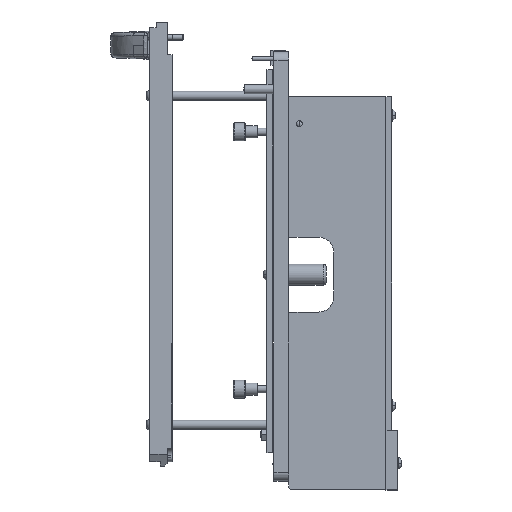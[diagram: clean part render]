
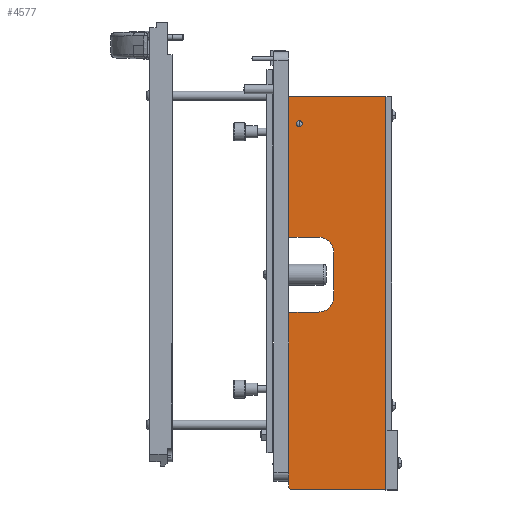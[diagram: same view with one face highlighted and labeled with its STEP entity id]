
A CAD part, left-side view. The second image highlights one B-rep face of the part: STEP entity #4577.
In plain terms, the highlighted face is planar.
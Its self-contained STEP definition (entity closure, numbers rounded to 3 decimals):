
#323 = CARTESIAN_POINT ( 'NONE',  ( 5., 65., 131.5 ) ) ;
#2537 = ORIENTED_EDGE ( 'NONE', *, *, #47116, .F. ) ;
#3353 = DIRECTION ( 'NONE',  ( 0., 0., 1. ) ) ;
#3474 = ORIENTED_EDGE ( 'NONE', *, *, #8863, .T. ) ;
#3766 = ORIENTED_EDGE ( 'NONE', *, *, #44760, .T. ) ;
#4577 = ADVANCED_FACE ( 'NONE', ( #76648, #28154 ), #81672, .F. ) ;
#4663 = AXIS2_PLACEMENT_3D ( 'NONE', #79757, #66269, #38526 ) ;
#5623 = AXIS2_PLACEMENT_3D ( 'NONE', #24217, #51973, #3353 ) ;
#5800 = VECTOR ( 'NONE', #47088, 1000. ) ;
#6382 = LINE ( 'NONE', #86582, #54978 ) ;
#6829 = VERTEX_POINT ( 'NONE', #80545 ) ;
#7877 = EDGE_CURVE ( 'NONE', #25007, #59638, #6382, .T. ) ;
#8224 = CIRCLE ( 'NONE', #8597, 10. ) ;
#8541 = EDGE_CURVE ( 'NONE', #36097, #31208, #8224, .T. ) ;
#8597 = AXIS2_PLACEMENT_3D ( 'NONE', #53275, #19196, #32747 ) ;
#8705 = CARTESIAN_POINT ( 'NONE',  ( 5., 65., 131.5 ) ) ;
#8863 = EDGE_CURVE ( 'NONE', #58131, #73109, #37288, .T. ) ;
#9630 = CARTESIAN_POINT ( 'NONE',  ( 5., 65., 12.5 ) ) ;
#10030 = EDGE_CURVE ( 'NONE', #6829, #76065, #71658, .T. ) ;
#10099 = ORIENTED_EDGE ( 'NONE', *, *, #84744, .F. ) ;
#10589 = CARTESIAN_POINT ( 'NONE',  ( 5., 45., 2.5 ) ) ;
#11219 = ORIENTED_EDGE ( 'NONE', *, *, #8541, .F. ) ;
#11258 = CARTESIAN_POINT ( 'NONE',  ( 5., 45., 12.5 ) ) ;
#11588 = AXIS2_PLACEMENT_3D ( 'NONE', #10589, #31686, #45595 ) ;
#11642 = DIRECTION ( 'NONE',  ( 0., 0., -1. ) ) ;
#12423 = VECTOR ( 'NONE', #56789, 1000. ) ;
#13307 = DIRECTION ( 'NONE',  ( 0., 0., 1. ) ) ;
#13454 = LINE ( 'NONE', #43193, #12423 ) ;
#19196 = DIRECTION ( 'NONE',  ( 1., 0., 0. ) ) ;
#21895 = CARTESIAN_POINT ( 'NONE',  ( 5., 65., -131.5 ) ) ;
#24217 = CARTESIAN_POINT ( 'NONE',  ( 5., 57.9, -113.5 ) ) ;
#24513 = CARTESIAN_POINT ( 'NONE',  ( 5., 57.9, -115.5 ) ) ;
#24522 = CARTESIAN_POINT ( 'NONE',  ( 5., 65., 131.5 ) ) ;
#25007 = VERTEX_POINT ( 'NONE', #9630 ) ;
#26683 = CARTESIAN_POINT ( 'NONE',  ( 5., 65., 129.5 ) ) ;
#28154 = FACE_OUTER_BOUND ( 'NONE', #75034, .T. ) ;
#29017 = LINE ( 'NONE', #43604, #53877 ) ;
#29024 = ORIENTED_EDGE ( 'NONE', *, *, #46766, .F. ) ;
#31208 = VERTEX_POINT ( 'NONE', #70099 ) ;
#31686 = DIRECTION ( 'NONE',  ( 1., 0., 0. ) ) ;
#31905 = CARTESIAN_POINT ( 'NONE',  ( 5., 65., -37.5 ) ) ;
#32747 = DIRECTION ( 'NONE',  ( 0., 0., -1. ) ) ;
#32788 = ORIENTED_EDGE ( 'NONE', *, *, #87596, .F. ) ;
#33970 = CIRCLE ( 'NONE', #4663, 2. ) ;
#36097 = VERTEX_POINT ( 'NONE', #60100 ) ;
#36168 = CARTESIAN_POINT ( 'NONE',  ( 5., 0., 131.5 ) ) ;
#37288 = LINE ( 'NONE', #24522, #57829 ) ;
#38526 = DIRECTION ( 'NONE',  ( 0., 0., 1. ) ) ;
#39454 = EDGE_CURVE ( 'NONE', #59230, #58131, #29017, .T. ) ;
#40811 = AXIS2_PLACEMENT_3D ( 'NONE', #323, #82873, #13307 ) ;
#42081 = LINE ( 'NONE', #52976, #57177 ) ;
#42712 = ORIENTED_EDGE ( 'NONE', *, *, #7877, .F. ) ;
#42782 = EDGE_CURVE ( 'NONE', #68313, #57964, #33970, .T. ) ;
#43193 = CARTESIAN_POINT ( 'NONE',  ( 5., 0., 131.5 ) ) ;
#43604 = CARTESIAN_POINT ( 'NONE',  ( 5., 65., 129.5 ) ) ;
#44760 = EDGE_CURVE ( 'NONE', #57964, #68313, #67180, .T. ) ;
#45595 = DIRECTION ( 'NONE',  ( 0., 0., -1. ) ) ;
#46766 = EDGE_CURVE ( 'NONE', #59638, #83736, #53784, .T. ) ;
#47088 = DIRECTION ( 'NONE',  ( 0., 0., -1. ) ) ;
#47116 = EDGE_CURVE ( 'NONE', #31208, #57225, #74086, .T. ) ;
#51973 = DIRECTION ( 'NONE',  ( -1., 0., 0. ) ) ;
#51998 = ORIENTED_EDGE ( 'NONE', *, *, #69994, .T. ) ;
#52008 = DIRECTION ( 'NONE',  ( 0., -1., 0. ) ) ;
#52976 = CARTESIAN_POINT ( 'NONE',  ( 5., 65., 131.5 ) ) ;
#53084 = ORIENTED_EDGE ( 'NONE', *, *, #10030, .F. ) ;
#53275 = CARTESIAN_POINT ( 'NONE',  ( 5., 45., -27.5 ) ) ;
#53784 = CIRCLE ( 'NONE', #11588, 10. ) ;
#53877 = VECTOR ( 'NONE', #78167, 1000. ) ;
#54978 = VECTOR ( 'NONE', #65003, 1000. ) ;
#56789 = DIRECTION ( 'NONE',  ( 0., 0., -1. ) ) ;
#56972 = DIRECTION ( 'NONE',  ( 0., 0., -1. ) ) ;
#57177 = VECTOR ( 'NONE', #11642, 1000. ) ;
#57225 = VERTEX_POINT ( 'NONE', #31905 ) ;
#57829 = VECTOR ( 'NONE', #52008, 1000. ) ;
#57964 = VERTEX_POINT ( 'NONE', #24513 ) ;
#58131 = VERTEX_POINT ( 'NONE', #67589 ) ;
#58505 = CARTESIAN_POINT ( 'NONE',  ( 5., 65., -37.5 ) ) ;
#59230 = VERTEX_POINT ( 'NONE', #26683 ) ;
#59638 = VERTEX_POINT ( 'NONE', #11258 ) ;
#60100 = CARTESIAN_POINT ( 'NONE',  ( 5., 35., -27.5 ) ) ;
#60981 = EDGE_LOOP ( 'NONE', ( #87807, #3766 ) ) ;
#63465 = DIRECTION ( 'NONE',  ( 0., -1., 0. ) ) ;
#65003 = DIRECTION ( 'NONE',  ( 0., -1., 0. ) ) ;
#66205 = LINE ( 'NONE', #8705, #79027 ) ;
#66269 = DIRECTION ( 'NONE',  ( -1., 0., 0. ) ) ;
#66721 = CARTESIAN_POINT ( 'NONE',  ( 5., 35., 2.5 ) ) ;
#66991 = EDGE_CURVE ( 'NONE', #59230, #25007, #66205, .T. ) ;
#67180 = CIRCLE ( 'NONE', #5623, 2. ) ;
#67589 = CARTESIAN_POINT ( 'NONE',  ( 5., 63.845, 131.5 ) ) ;
#67630 = VECTOR ( 'NONE', #86129, 1000. ) ;
#68313 = VERTEX_POINT ( 'NONE', #72642 ) ;
#68719 = ORIENTED_EDGE ( 'NONE', *, *, #39454, .T. ) ;
#69994 = EDGE_CURVE ( 'NONE', #73109, #76065, #13454, .T. ) ;
#70099 = CARTESIAN_POINT ( 'NONE',  ( 5., 45., -37.5 ) ) ;
#71658 = LINE ( 'NONE', #21895, #76978 ) ;
#72642 = CARTESIAN_POINT ( 'NONE',  ( 5., 57.9, -111.5 ) ) ;
#73109 = VERTEX_POINT ( 'NONE', #36168 ) ;
#74086 = LINE ( 'NONE', #58505, #67630 ) ;
#75034 = EDGE_LOOP ( 'NONE', ( #77257, #68719, #3474, #51998, #53084, #10099, #2537, #11219, #32788, #29024, #42712 ) ) ;
#76065 = VERTEX_POINT ( 'NONE', #79482 ) ;
#76648 = FACE_BOUND ( 'NONE', #60981, .T. ) ;
#76978 = VECTOR ( 'NONE', #63465, 1000. ) ;
#77257 = ORIENTED_EDGE ( 'NONE', *, *, #66991, .F. ) ;
#78167 = DIRECTION ( 'NONE',  ( 0., -0.5, 0.866 ) ) ;
#79027 = VECTOR ( 'NONE', #56972, 1000. ) ;
#79482 = CARTESIAN_POINT ( 'NONE',  ( 5., 0., -131.5 ) ) ;
#79757 = CARTESIAN_POINT ( 'NONE',  ( 5., 57.9, -113.5 ) ) ;
#80232 = LINE ( 'NONE', #88344, #5800 ) ;
#80545 = CARTESIAN_POINT ( 'NONE',  ( 5., 65., -131.5 ) ) ;
#81672 = PLANE ( 'NONE',  #40811 ) ;
#82873 = DIRECTION ( 'NONE',  ( -1., 0., 0. ) ) ;
#83736 = VERTEX_POINT ( 'NONE', #66721 ) ;
#84744 = EDGE_CURVE ( 'NONE', #57225, #6829, #42081, .T. ) ;
#86129 = DIRECTION ( 'NONE',  ( 0., 1., 0. ) ) ;
#86582 = CARTESIAN_POINT ( 'NONE',  ( 5., 65., 12.5 ) ) ;
#87596 = EDGE_CURVE ( 'NONE', #83736, #36097, #80232, .T. ) ;
#87807 = ORIENTED_EDGE ( 'NONE', *, *, #42782, .T. ) ;
#88344 = CARTESIAN_POINT ( 'NONE',  ( 5., 35., 2.5 ) ) ;
